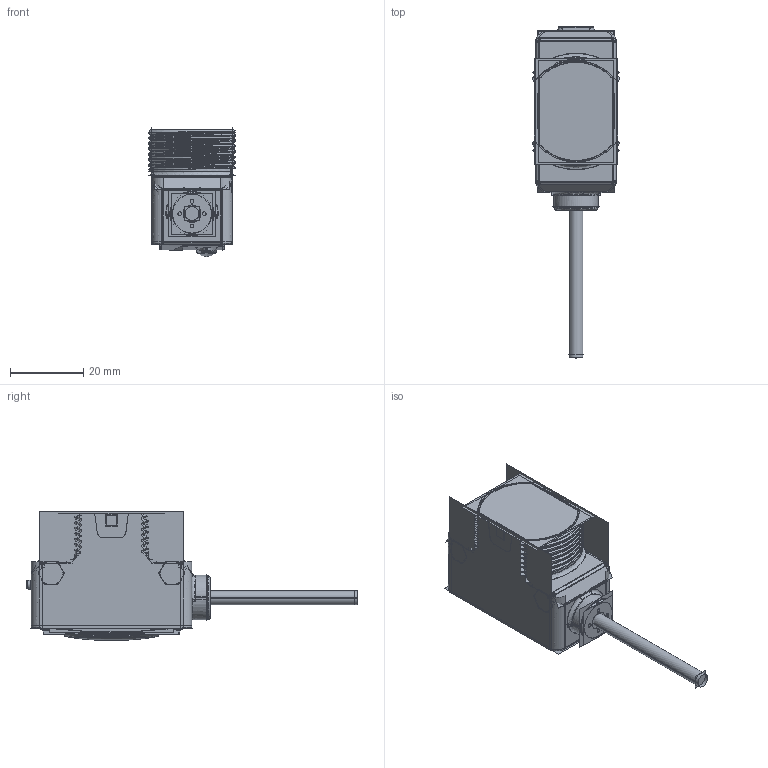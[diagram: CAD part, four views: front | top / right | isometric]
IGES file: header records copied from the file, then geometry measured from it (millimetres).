
Start section:  PTC IGES file: 140594_sm01.igs
Global section: file name: 140594_sm01.igs; native system: Creo Parametric by PTC Inc.; preprocessor: 2019292; author: PDMAdmin; organization: Unknown; date: 20221013.142544; units: millimetre
Bounding box: 24.09 x 90.94 x 35.37 mm (x, y, z)
Volume: 26385.9 mm3; surface area: 39680.5 mm2
Topology: 2 solids, 2 shells, 1004 faces, 4994 edges, 6295 vertices
Faces by surface type: revolution 588, bspline 416
